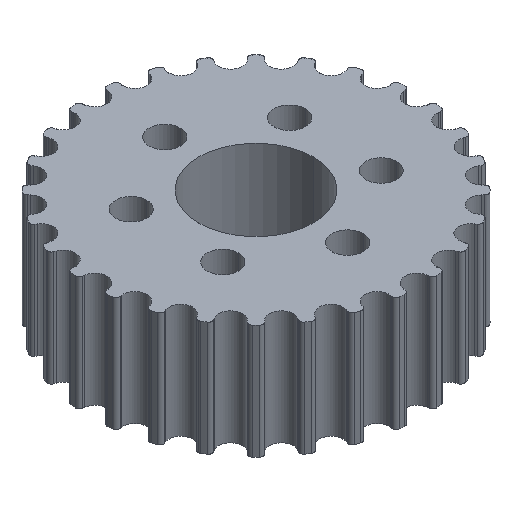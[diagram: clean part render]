
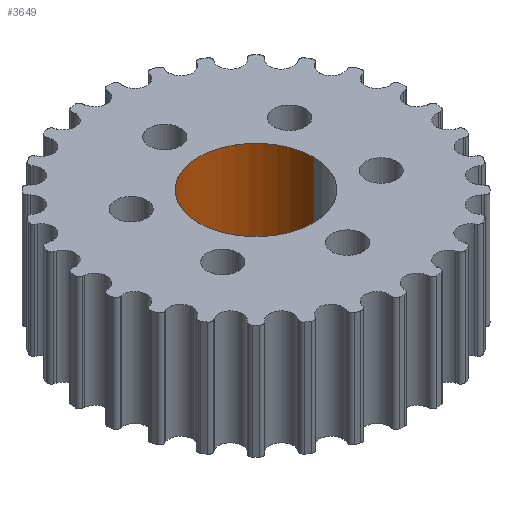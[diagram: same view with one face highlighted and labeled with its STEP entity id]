
A CAD part, isometric view. The second image highlights one B-rep face of the part: STEP entity #3649.
In plain terms, the highlighted cylindrical face has radius 7.5 mm (diameter 15 mm), a partial arc.
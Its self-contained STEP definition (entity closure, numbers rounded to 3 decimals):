
#540 = DIRECTION ( 'NONE',  ( 0., 0., -1. ) ) ;
#615 = DIRECTION ( 'NONE',  ( 1., 0., 0. ) ) ;
#616 = LINE ( 'NONE', #5620, #6636 ) ;
#654 = VERTEX_POINT ( 'NONE', #5715 ) ;
#1045 = CYLINDRICAL_SURFACE ( 'NONE', #5066, 7.5 ) ;
#1053 = DIRECTION ( 'NONE',  ( 0., 0., 1. ) ) ;
#1391 = DIRECTION ( 'NONE',  ( 0., 0., 1. ) ) ;
#1433 = EDGE_CURVE ( 'NONE', #654, #4182, #616, .T. ) ;
#1479 = LINE ( 'NONE', #3741, #6678 ) ;
#1749 = FACE_OUTER_BOUND ( 'NONE', #2927, .T. ) ;
#1878 = CARTESIAN_POINT ( 'NONE',  ( -0.027, -0.002, 15. ) ) ;
#2134 = CIRCLE ( 'NONE', #4969, 7.5 ) ;
#2294 = ORIENTED_EDGE ( 'NONE', *, *, #2617, .T. ) ;
#2617 = EDGE_CURVE ( 'NONE', #2991, #3004, #1479, .T. ) ;
#2891 = ORIENTED_EDGE ( 'NONE', *, *, #1433, .F. ) ;
#2927 = EDGE_LOOP ( 'NONE', ( #2891, #2950, #2294, #5522 ) ) ;
#2950 = ORIENTED_EDGE ( 'NONE', *, *, #3295, .T. ) ;
#2953 = AXIS2_PLACEMENT_3D ( 'NONE', #1878, #1391, #6331 ) ;
#2991 = VERTEX_POINT ( 'NONE', #5437 ) ;
#3004 = VERTEX_POINT ( 'NONE', #5507 ) ;
#3164 = EDGE_CURVE ( 'NONE', #4182, #3004, #2134, .T. ) ;
#3295 = EDGE_CURVE ( 'NONE', #654, #2991, #7217, .T. ) ;
#3312 = DIRECTION ( 'NONE',  ( -1., 0., 0. ) ) ;
#3360 = CARTESIAN_POINT ( 'NONE',  ( -0.027, -0.002, 0. ) ) ;
#3649 = ADVANCED_FACE ( 'NONE', ( #1749 ), #1045, .F. ) ;
#3741 = CARTESIAN_POINT ( 'NONE',  ( -7.527, -0.002, 15. ) ) ;
#3946 = CARTESIAN_POINT ( 'NONE',  ( 7.473, -0.002, 0. ) ) ;
#4015 = DIRECTION ( 'NONE',  ( 0., 0., -1. ) ) ;
#4182 = VERTEX_POINT ( 'NONE', #3946 ) ;
#4969 = AXIS2_PLACEMENT_3D ( 'NONE', #3360, #1053, #615 ) ;
#5066 = AXIS2_PLACEMENT_3D ( 'NONE', #6200, #4015, #3312 ) ;
#5437 = CARTESIAN_POINT ( 'NONE',  ( -7.527, -0.002, 15. ) ) ;
#5507 = CARTESIAN_POINT ( 'NONE',  ( -7.527, -0.002, 0. ) ) ;
#5522 = ORIENTED_EDGE ( 'NONE', *, *, #3164, .F. ) ;
#5620 = CARTESIAN_POINT ( 'NONE',  ( 7.473, -0.002, 15. ) ) ;
#5715 = CARTESIAN_POINT ( 'NONE',  ( 7.473, -0.002, 15. ) ) ;
#6001 = DIRECTION ( 'NONE',  ( 0., 0., -1. ) ) ;
#6200 = CARTESIAN_POINT ( 'NONE',  ( -0.027, -0.002, 15. ) ) ;
#6331 = DIRECTION ( 'NONE',  ( 1., 0., 0. ) ) ;
#6636 = VECTOR ( 'NONE', #540, 1000. ) ;
#6678 = VECTOR ( 'NONE', #6001, 1000. ) ;
#7217 = CIRCLE ( 'NONE', #2953, 7.5 ) ;
